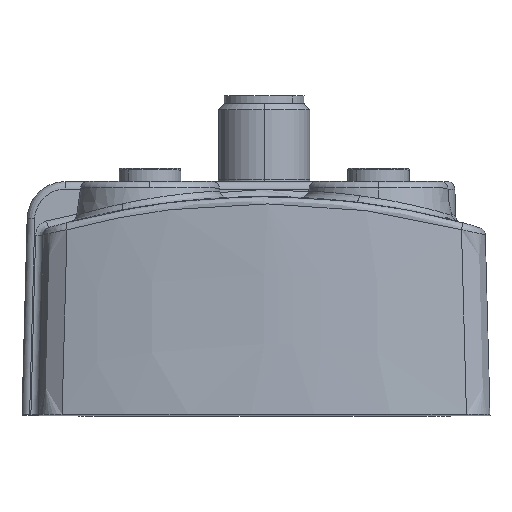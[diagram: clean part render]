
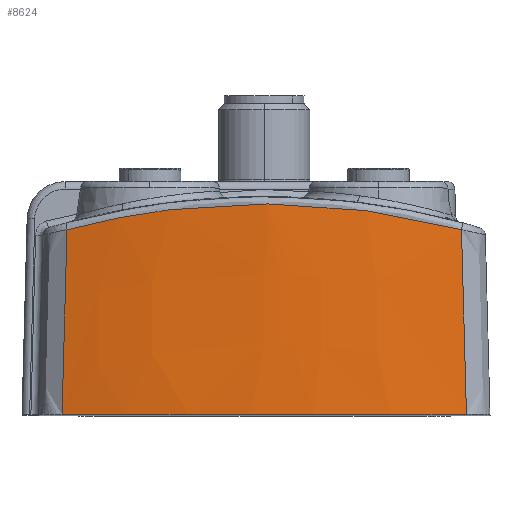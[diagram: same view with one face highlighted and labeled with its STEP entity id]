
A CAD part, top view. The second image highlights one B-rep face of the part: STEP entity #8624.
In plain terms, the highlighted free-form (B-spline) face has degree [3, 3] with [14, 4] control points.
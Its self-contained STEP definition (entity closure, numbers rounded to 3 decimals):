
#988=CARTESIAN_POINT('',(25.893,24.24,60.199));
#1554=DIRECTION('',(-0.027,-0.999,0.021));
#1555=VECTOR('',#1554,24.254);
#1556=CARTESIAN_POINT('',(-25.892,24.24,60.199));
#1557=LINE('',#1556,#1555);
#1561=CARTESIAN_POINT('',(25.893,24.24,60.199));
#1562=CARTESIAN_POINT('',(21.698,25.357,61.126));
#1563=CARTESIAN_POINT('',(15.302,26.624,62.185));
#1564=CARTESIAN_POINT('',(7.664,27.377,62.816));
#1565=CARTESIAN_POINT('',(3.237,27.592,62.997));
#1566=CARTESIAN_POINT('',(-3.412,27.696,63.084));
#1567=CARTESIAN_POINT('',(-13.203,27.038,62.531));
#1568=CARTESIAN_POINT('',(-21.699,25.356,61.126));
#1569=CARTESIAN_POINT('',(-25.892,24.24,60.199));
#1574=DIRECTION('',(-0.027,0.999,-0.021));
#1575=VECTOR('',#1574,24.254);
#1576=CARTESIAN_POINT('',(26.545,0.,
60.7));
#1577=LINE('',#1576,#1575);
#1581=CARTESIAN_POINT('',(-26.544,0.,
60.7));
#1582=CARTESIAN_POINT('',(-24.755,0.,
61.116));
#1583=CARTESIAN_POINT('',(-21.186,0.,
61.859));
#1584=CARTESIAN_POINT('',(-15.882,0.,
62.708));
#1585=CARTESIAN_POINT('',(-10.592,0.,
63.309));
#1586=CARTESIAN_POINT('',(-5.306,0.,
63.669));
#1587=CARTESIAN_POINT('',(-0.016,0.,
63.789));
#1588=CARTESIAN_POINT('',(5.304,0.,
63.669));
#1589=CARTESIAN_POINT('',(10.627,0.,63.307));
#1590=CARTESIAN_POINT('',(15.953,0.,
62.698));
#1591=CARTESIAN_POINT('',(21.267,0.,61.844));
#1592=CARTESIAN_POINT('',(24.788,0.,
61.109));
#1593=CARTESIAN_POINT('',(26.545,0.,
60.7));
#6572=VERTEX_POINT('',#988);
#6582=VERTEX_POINT('',#1569);
#6647=VERTEX_POINT('',#1581);
#6648=VERTEX_POINT('',#1593);
#8560=CARTESIAN_POINT('',(27.079,-4.24,60.688));
#8561=CARTESIAN_POINT('',(27.021,5.345,60.444));
#8562=CARTESIAN_POINT('',(26.963,14.93,60.2));
#8563=CARTESIAN_POINT('',(26.905,24.515,59.956));
#8564=CARTESIAN_POINT('',(26.909,-4.192,60.727));
#8565=CARTESIAN_POINT('',(26.852,5.392,60.483));
#8566=CARTESIAN_POINT('',(26.794,14.977,60.239));
#8567=CARTESIAN_POINT('',(26.736,24.562,59.994));
#8568=CARTESIAN_POINT('',(22.907,-3.093,61.639));
#8569=CARTESIAN_POINT('',(22.858,6.492,61.393));
#8570=CARTESIAN_POINT('',(22.809,16.077,61.147));
#8571=CARTESIAN_POINT('',(22.76,25.662,60.9));
#8572=CARTESIAN_POINT('',(16.443,-1.737,62.771));
#8573=CARTESIAN_POINT('',(16.408,7.848,62.522));
#8574=CARTESIAN_POINT('',(16.373,17.433,62.274));
#8575=CARTESIAN_POINT('',(16.338,27.018,62.025));
#8576=CARTESIAN_POINT('',(8.758,-0.878,
63.49));
#8577=CARTESIAN_POINT('',(8.74,8.706,63.24));
#8578=CARTESIAN_POINT('',(8.721,18.291,62.99));
#8579=CARTESIAN_POINT('',(8.702,27.876,62.739));
#8580=CARTESIAN_POINT('',(4.394,-0.635,
63.695));
#8581=CARTESIAN_POINT('',(4.384,8.95,63.444));
#8582=CARTESIAN_POINT('',(4.375,18.535,63.193));
#8583=CARTESIAN_POINT('',(4.365,28.12,62.942));
#8584=CARTESIAN_POINT('',(1.879,-0.565,
63.754));
#8585=CARTESIAN_POINT('',(1.875,9.02,63.503));
#8586=CARTESIAN_POINT('',(1.871,18.605,63.252));
#8587=CARTESIAN_POINT('',(1.867,28.19,63.001));
#8588=CARTESIAN_POINT('',(-4.379,-0.507,
63.802));
#8589=CARTESIAN_POINT('',(-4.37,9.078,63.551));
#8590=CARTESIAN_POINT('',(-4.36,18.663,63.3));
#8591=CARTESIAN_POINT('',(-4.351,28.248,63.049));
#8592=CARTESIAN_POINT('',(-12.399,-1.104,
63.3));
#8593=CARTESIAN_POINT('',(-12.372,8.481,63.05));
#8594=CARTESIAN_POINT('',(-12.346,18.066,62.8));
#8595=CARTESIAN_POINT('',(-12.319,27.651,62.55));
#8596=CARTESIAN_POINT('',(-20.868,-2.672,
61.991));
#8597=CARTESIAN_POINT('',(-20.823,6.913,61.744));
#8598=CARTESIAN_POINT('',(-20.778,16.498,61.497));
#8599=CARTESIAN_POINT('',(-20.734,26.083,61.25));
#8600=CARTESIAN_POINT('',(-24.773,-3.619,
61.203));
#8601=CARTESIAN_POINT('',(-24.72,5.966,60.958));
#8602=CARTESIAN_POINT('',(-24.667,15.551,60.713));
#8603=CARTESIAN_POINT('',(-24.614,25.136,60.467));
#8604=CARTESIAN_POINT('',(-26.435,-4.062,
60.835));
#8605=CARTESIAN_POINT('',(-26.378,5.523,60.591));
#8606=CARTESIAN_POINT('',(-26.322,15.108,60.346));
#8607=CARTESIAN_POINT('',(-26.265,24.693,60.102));
#8608=CARTESIAN_POINT('',(-26.909,-4.193,
60.727));
#8609=CARTESIAN_POINT('',(-26.852,5.392,60.483));
#8610=CARTESIAN_POINT('',(-26.794,14.977,60.239));
#8611=CARTESIAN_POINT('',(-26.736,24.562,59.994));
#8612=CARTESIAN_POINT('',(-27.079,-4.24,
60.688));
#8613=CARTESIAN_POINT('',(-27.021,5.345,60.444));
#8614=CARTESIAN_POINT('',(-26.963,14.93,60.2));
#8615=CARTESIAN_POINT('',(-26.905,24.515,59.956));
#8616=B_SPLINE_SURFACE_WITH_KNOTS('',3,3,((#8560,#8561,#8562,#8563),(#8564,
#8565,#8566,#8567),(#8568,#8569,#8570,#8571),(#8572,#8573,#8574,#8575),(#8576,
#8577,#8578,#8579),(#8580,#8581,#8582,#8583),(#8584,#8585,#8586,#8587),(#8588,
#8589,#8590,#8591),(#8592,#8593,#8594,#8595),(#8596,#8597,#8598,#8599),(#8600,
#8601,#8602,#8603),(#8604,#8605,#8606,#8607),(#8608,#8609,#8610,#8611),(#8612,
#8613,#8614,#8615)),.UNSPECIFIED.,.F.,.F.,.F.,(4,1,1,1,1,1,1,1,1,1,1,4),(4,4),(
-0.01,0.,0.224,0.362,0.431,
0.465,0.5,0.776,0.913,
0.982,1.,1.01),(-0.001,1.014),
.UNSPECIFIED.);
#8618=ORIENTED_EDGE('',*,*,#8617,.F.);
#8619=ORIENTED_EDGE('',*,*,#7895,.F.);
#8620=ORIENTED_EDGE('',*,*,#8552,.F.);
#8621=ORIENTED_EDGE('',*,*,#8083,.F.);
#8622=EDGE_LOOP('',(#8618,#8619,#8620,#8621));
#8623=FACE_OUTER_BOUND('',#8622,.F.);
#8624=ADVANCED_FACE('',(#8623),#8616,.F.);
#1570=B_SPLINE_CURVE_WITH_KNOTS('',3,(#1561,#1562,#1563,#1564,#1565,#1566,#1567,
#1568,#1569),.UNSPECIFIED.,.F.,.F.,(4,1,1,1,1,1,4),(0.,0.25,0.375,
0.438,0.5,0.75,1.),.UNSPECIFIED.);
#1594=B_SPLINE_CURVE_WITH_KNOTS('',3,(#1581,#1582,#1583,#1584,#1585,#1586,#1587,
#1588,#1589,#1590,#1591,#1592,#1593),.UNSPECIFIED.,.F.,.F.,(4,1,1,1,1,1,1,1,1,1,
4),(0.,0.1,0.2,0.3,0.4,0.5,0.6,0.7,0.8,0.9,1.),
.UNSPECIFIED.);
#7895=EDGE_CURVE('',#6572,#6582,#1570,.T.);
#8083=EDGE_CURVE('',#6647,#6648,#1594,.T.);
#8552=EDGE_CURVE('',#6648,#6572,#1577,.T.);
#8617=EDGE_CURVE('',#6582,#6647,#1557,.T.);
